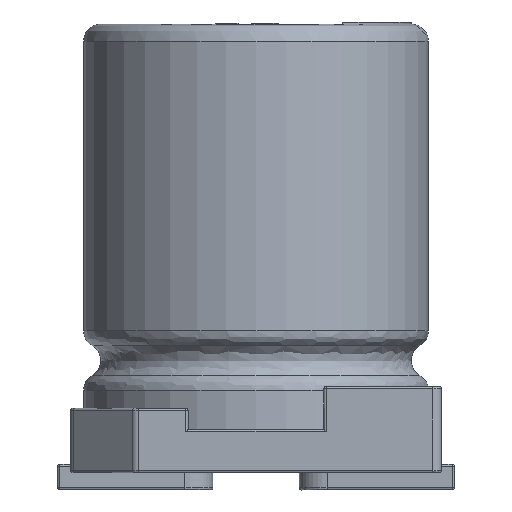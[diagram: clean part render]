
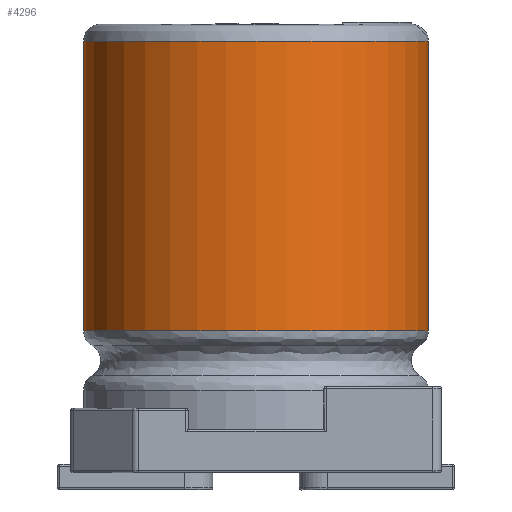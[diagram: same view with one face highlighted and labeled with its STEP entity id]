
A CAD part, front view. The second image highlights one B-rep face of the part: STEP entity #4296.
In plain terms, the highlighted cylindrical face has radius 2 mm (diameter 4 mm), a partial arc.
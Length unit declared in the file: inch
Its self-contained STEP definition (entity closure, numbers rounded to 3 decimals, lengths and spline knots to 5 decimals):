
#263 = CARTESIAN_POINT ( 'NONE',  ( -0.0779, 0.00002, 0.08055 ) ) ;
#1129 = CIRCLE ( 'NONE', #2246, 0.07874 ) ;
#1370 = CARTESIAN_POINT ( 'NONE',  ( 0.07958, 0.00002, 0.21258 ) ) ;
#1497 = CARTESIAN_POINT ( 'NONE',  ( 0.00084, 0.00002, 0.21258 ) ) ;
#1674 = LINE ( 'NONE', #263, #9726 ) ;
#2246 = AXIS2_PLACEMENT_3D ( 'NONE', #1497, #10900, #13205 ) ;
#3640 = ORIENTED_EDGE ( 'NONE', *, *, #7410, .F. ) ;
#3812 = FACE_OUTER_BOUND ( 'NONE', #10604, .T. ) ;
#3946 = CARTESIAN_POINT ( 'NONE',  ( 0.07958, 0.00002, 0.08055 ) ) ;
#3975 = VERTEX_POINT ( 'NONE', #4891 ) ;
#4296 = ADVANCED_FACE ( 'NONE', ( #3812 ), #9200, .T. ) ;
#4810 = CARTESIAN_POINT ( 'NONE',  ( -0.0779, 0.00002, 0.08055 ) ) ;
#4891 = CARTESIAN_POINT ( 'NONE',  ( -0.0779, 0.00002, 0.21258 ) ) ;
#5262 = VERTEX_POINT ( 'NONE', #3946 ) ;
#5849 = DIRECTION ( 'NONE',  ( 0., 0., 1. ) ) ;
#5851 = DIRECTION ( 'NONE',  ( 0., 0., -1. ) ) ;
#6072 = EDGE_CURVE ( 'NONE', #7300, #5262, #10474, .T. ) ;
#6498 = EDGE_CURVE ( 'NONE', #13017, #3975, #1129, .T. ) ;
#6906 = CARTESIAN_POINT ( 'NONE',  ( 0.00084, 0.00002, 0.08055 ) ) ;
#7041 = DIRECTION ( 'NONE',  ( -1., 0., 0. ) ) ;
#7300 = VERTEX_POINT ( 'NONE', #4810 ) ;
#7410 = EDGE_CURVE ( 'NONE', #13017, #5262, #8439, .T. ) ;
#7462 = CARTESIAN_POINT ( 'NONE',  ( 0.07958, 0.00002, 0.08055 ) ) ;
#7555 = AXIS2_PLACEMENT_3D ( 'NONE', #12472, #9132, #7041 ) ;
#8232 = ORIENTED_EDGE ( 'NONE', *, *, #12665, .T. ) ;
#8439 = LINE ( 'NONE', #7462, #11396 ) ;
#9132 = DIRECTION ( 'NONE',  ( 0., 0., -1. ) ) ;
#9200 = CYLINDRICAL_SURFACE ( 'NONE', #7555, 0.07874 ) ;
#9364 = AXIS2_PLACEMENT_3D ( 'NONE', #6906, #5849, #11004 ) ;
#9726 = VECTOR ( 'NONE', #5851, 39.37008 ) ;
#10474 = CIRCLE ( 'NONE', #9364, 0.07874 ) ;
#10604 = EDGE_LOOP ( 'NONE', ( #3640, #12614, #8232, #11961 ) ) ;
#10900 = DIRECTION ( 'NONE',  ( 0., 0., -1. ) ) ;
#11004 = DIRECTION ( 'NONE',  ( -1., 0., 0. ) ) ;
#11396 = VECTOR ( 'NONE', #12888, 39.37008 ) ;
#11961 = ORIENTED_EDGE ( 'NONE', *, *, #6072, .T. ) ;
#12472 = CARTESIAN_POINT ( 'NONE',  ( 0.00084, 0.00002, 0.08055 ) ) ;
#12614 = ORIENTED_EDGE ( 'NONE', *, *, #6498, .T. ) ;
#12665 = EDGE_CURVE ( 'NONE', #3975, #7300, #1674, .T. ) ;
#12888 = DIRECTION ( 'NONE',  ( 0., 0., -1. ) ) ;
#13017 = VERTEX_POINT ( 'NONE', #1370 ) ;
#13205 = DIRECTION ( 'NONE',  ( -1., 0., 0. ) ) ;
